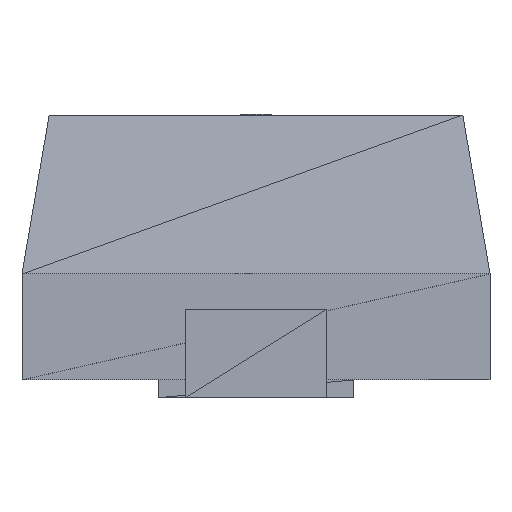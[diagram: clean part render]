
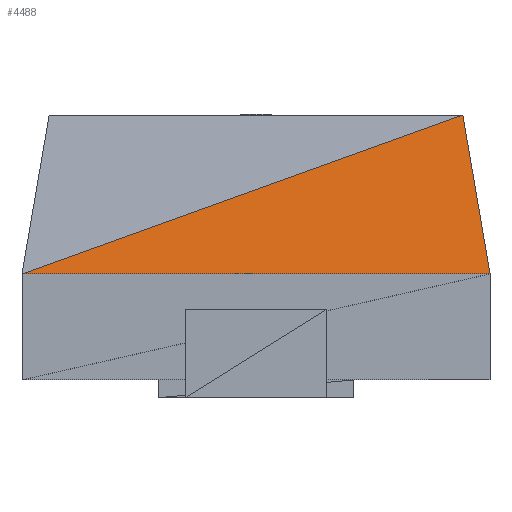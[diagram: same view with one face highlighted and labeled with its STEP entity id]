
A CAD part, left-side view. The second image highlights one B-rep face of the part: STEP entity #4488.
In plain terms, the highlighted planar face has unit normal (-0.986, 0, 0.169).
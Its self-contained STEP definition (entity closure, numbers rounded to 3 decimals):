
#4488=ADVANCED_FACE('',(#4489),#4515,.F.);
#4489=FACE_OUTER_BOUND('',#4490,.T.);
#4490=EDGE_LOOP('',(#4491,#4493,#4495));
#4491=ORIENTED_EDGE('',*,*,#4492,.T.);
#4492=EDGE_CURVE('',#4497,#4499,#4501,.T.);
#4493=ORIENTED_EDGE('',*,*,#4494,.T.);
#4494=EDGE_CURVE('',#4499,#4505,#4507,.T.);
#4495=ORIENTED_EDGE('',*,*,#4496,.T.);
#4496=EDGE_CURVE('',#4505,#4497,#4511,.T.);
#4497=VERTEX_POINT('',#4498);
#4498=CARTESIAN_POINT('',(-0.824,-0.595,0.813));
#4499=VERTEX_POINT('',#4500);
#4500=CARTESIAN_POINT('',(-0.902,-0.673,0.356));
#4501=LINE('',#4502,#4503);
#4502=CARTESIAN_POINT('',(-0.824,-0.595,0.813));
#4503=VECTOR('',#4504,1.0);
#4504=DIRECTION('',(0.166,0.166,0.972));
#4505=VERTEX_POINT('',#4506);
#4506=CARTESIAN_POINT('',(-0.902,0.673,0.356));
#4507=LINE('',#4508,#4509);
#4508=CARTESIAN_POINT('',(-0.902,-0.673,0.356));
#4509=VECTOR('',#4510,1.0);
#4510=DIRECTION('',(0.0,-1.0,0.0));
#4511=LINE('',#4512,#4513);
#4512=CARTESIAN_POINT('',(-0.902,0.673,0.356));
#4513=VECTOR('',#4514,1.0);
#4514=DIRECTION('',(-0.058,0.939,-0.339));
#4515=PLANE('',#4516);
#4516=AXIS2_PLACEMENT_3D('',#4517,#4518,#4519);
#4517=CARTESIAN_POINT('',(-0.902,-0.673,0.356));
#4518=DIRECTION('',(0.986,0.0,-0.169));
#4519=DIRECTION('',(0.058,-0.939,0.339));
